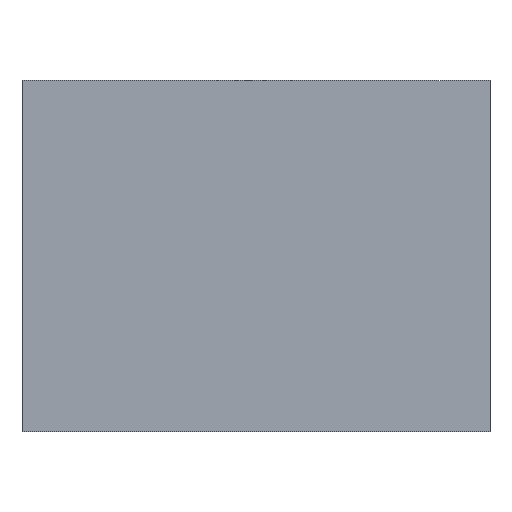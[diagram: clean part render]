
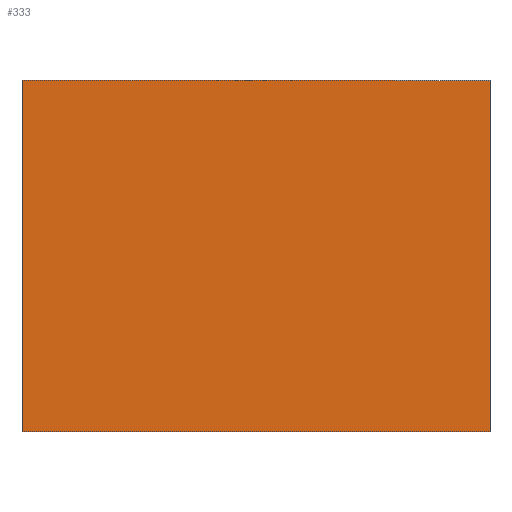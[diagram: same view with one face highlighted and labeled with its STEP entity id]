
A CAD part, front view. The second image highlights one B-rep face of the part: STEP entity #333.
In plain terms, the highlighted planar face has unit normal (0, -1, 0).
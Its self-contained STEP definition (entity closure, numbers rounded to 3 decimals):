
#207 = VERTEX_POINT('',#208);
#208 = CARTESIAN_POINT('',(-0.8,-1.6,1.2));
#214 = EDGE_CURVE('',#207,#215,#217,.T.);
#215 = VERTEX_POINT('',#216);
#216 = CARTESIAN_POINT('',(0.8,-1.6,1.2));
#217 = LINE('',#218,#219);
#218 = CARTESIAN_POINT('',(0.8,-1.6,1.2));
#219 = VECTOR('',#220,1.);
#220 = DIRECTION('',(1.,0.,0.));
#315 = VERTEX_POINT('',#316);
#316 = CARTESIAN_POINT('',(-0.8,-1.6,0.));
#322 = EDGE_CURVE('',#315,#207,#323,.T.);
#323 = LINE('',#324,#325);
#324 = CARTESIAN_POINT('',(-0.8,-1.6,0.));
#325 = VECTOR('',#326,1.);
#326 = DIRECTION('',(0.,0.,1.));
#333 = ADVANCED_FACE('',(#334),#352,.T.);
#334 = FACE_BOUND('',#335,.T.);
#335 = EDGE_LOOP('',(#336,#344,#350,#351));
#336 = ORIENTED_EDGE('',*,*,#337,.F.);
#337 = EDGE_CURVE('',#338,#315,#340,.T.);
#338 = VERTEX_POINT('',#339);
#339 = CARTESIAN_POINT('',(0.8,-1.6,0.));
#340 = LINE('',#341,#342);
#341 = CARTESIAN_POINT('',(0.8,-1.6,0.));
#342 = VECTOR('',#343,1.);
#343 = DIRECTION('',(-1.,0.,0.));
#344 = ORIENTED_EDGE('',*,*,#345,.T.);
#345 = EDGE_CURVE('',#338,#215,#346,.T.);
#346 = LINE('',#347,#348);
#347 = CARTESIAN_POINT('',(0.8,-1.6,0.));
#348 = VECTOR('',#349,1.);
#349 = DIRECTION('',(0.,0.,1.));
#350 = ORIENTED_EDGE('',*,*,#214,.F.);
#351 = ORIENTED_EDGE('',*,*,#322,.F.);
#352 = PLANE('',#353);
#353 = AXIS2_PLACEMENT_3D('',#354,#355,#356);
#354 = CARTESIAN_POINT('',(-0.8,-1.6,0.));
#355 = DIRECTION('',(0.,-1.,0.));
#356 = DIRECTION('',(1.,0.,0.));
